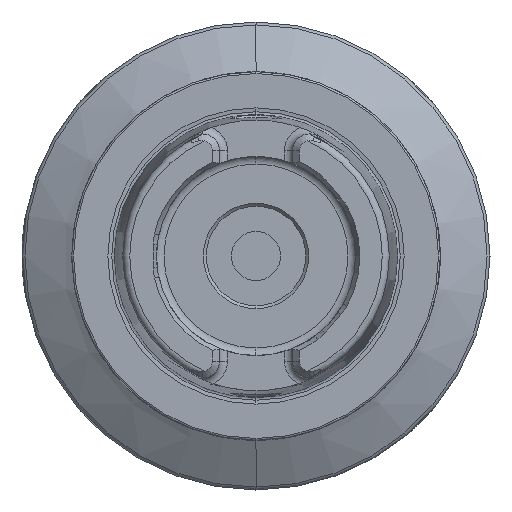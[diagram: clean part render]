
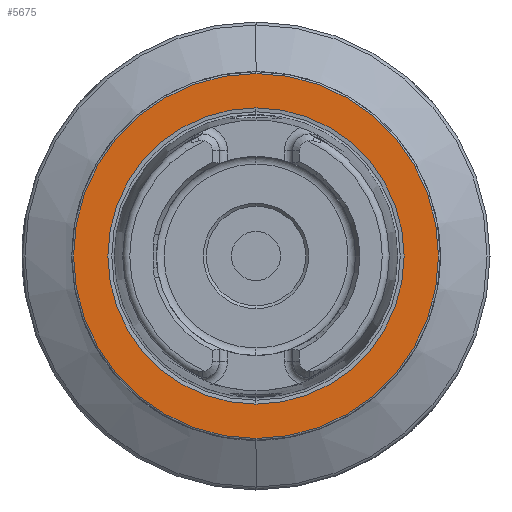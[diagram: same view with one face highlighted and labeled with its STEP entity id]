
A CAD part, left-side view. The second image highlights one B-rep face of the part: STEP entity #5675.
In plain terms, the highlighted planar face has unit normal (-1, 0, 0).
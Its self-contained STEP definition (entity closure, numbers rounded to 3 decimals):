
#1485 = EDGE_CURVE ( 'NONE', #13786, #13785, #1886, .T. ) ;
#1489 = EDGE_CURVE ( 'NONE', #13781, #13780, #10989, .T. ) ;
#1886 = CIRCLE ( 'NONE', #1890, 31.2 ) ;
#1890 = AXIS2_PLACEMENT_3D ( 'NONE', #10435, #10434, #10453 ) ;
#1896 = EDGE_CURVE ( 'NONE', #13780, #13781, #13494, .T. ) ;
#1897 = EDGE_CURVE ( 'NONE', #13785, #13786, #13498, .T. ) ;
#3278 = AXIS2_PLACEMENT_3D ( 'NONE', #14028, #14026, #14025 ) ;
#5079 = CARTESIAN_POINT ( 'NONE',  ( 0., 0., 25.324 ) ) ;
#5080 = CARTESIAN_POINT ( 'NONE',  ( 0., 0., -25.324 ) ) ;
#5084 = CARTESIAN_POINT ( 'NONE',  ( 0., 0., -31.2 ) ) ;
#5085 = CARTESIAN_POINT ( 'NONE',  ( 0., 0., 31.2 ) ) ;
#5582 = DIRECTION ( 'NONE',  ( 0., 0., -1. ) ) ;
#5585 = PLANE ( 'NONE',  #7686 ) ;
#5588 = FACE_OUTER_BOUND ( 'NONE', #11406, .T. ) ;
#5590 = CARTESIAN_POINT ( 'NONE',  ( 0., 31.2, 0. ) ) ;
#5592 = DIRECTION ( 'NONE',  ( 1., 0., 0. ) ) ;
#5596 = FACE_BOUND ( 'NONE', #11422, .T. ) ;
#5675 = ADVANCED_FACE ( 'NONE', ( #5596, #5588 ), #5585, .F. ) ;
#7686 = AXIS2_PLACEMENT_3D ( 'NONE', #5590, #5592, #5582 ) ;
#10434 = DIRECTION ( 'NONE',  ( -1., 0., 0. ) ) ;
#10435 = CARTESIAN_POINT ( 'NONE',  ( 0., 0., 0. ) ) ;
#10453 = DIRECTION ( 'NONE',  ( 0., 0., 1. ) ) ;
#10926 = DIRECTION ( 'NONE',  ( 0., 0., 1. ) ) ;
#10931 = DIRECTION ( 'NONE',  ( -1., 0., 0. ) ) ;
#10938 = CARTESIAN_POINT ( 'NONE',  ( 0., 0., 0. ) ) ;
#10989 = CIRCLE ( 'NONE', #10990, 25.324 ) ;
#10990 = AXIS2_PLACEMENT_3D ( 'NONE', #10938, #10931, #10926 ) ;
#11406 = EDGE_LOOP ( 'NONE', ( #11786, #11787 ) ) ;
#11422 = EDGE_LOOP ( 'NONE', ( #11784, #11785 ) ) ;
#11784 = ORIENTED_EDGE ( 'NONE', *, *, #1896, .F. ) ;
#11785 = ORIENTED_EDGE ( 'NONE', *, *, #1489, .F. ) ;
#11786 = ORIENTED_EDGE ( 'NONE', *, *, #1485, .T. ) ;
#11787 = ORIENTED_EDGE ( 'NONE', *, *, #1897, .T. ) ;
#13494 = CIRCLE ( 'NONE', #13499, 25.324 ) ;
#13498 = CIRCLE ( 'NONE', #3278, 31.2 ) ;
#13499 = AXIS2_PLACEMENT_3D ( 'NONE', #14031, #14030, #14029 ) ;
#13780 = VERTEX_POINT ( 'NONE', #5079 ) ;
#13781 = VERTEX_POINT ( 'NONE', #5080 ) ;
#13785 = VERTEX_POINT ( 'NONE', #5084 ) ;
#13786 = VERTEX_POINT ( 'NONE', #5085 ) ;
#14025 = DIRECTION ( 'NONE',  ( 0., 0., 1. ) ) ;
#14026 = DIRECTION ( 'NONE',  ( -1., 0., 0. ) ) ;
#14028 = CARTESIAN_POINT ( 'NONE',  ( 0., 0., 0. ) ) ;
#14029 = DIRECTION ( 'NONE',  ( 0., 0., 1. ) ) ;
#14030 = DIRECTION ( 'NONE',  ( -1., 0., 0. ) ) ;
#14031 = CARTESIAN_POINT ( 'NONE',  ( 0., 0., 0. ) ) ;
